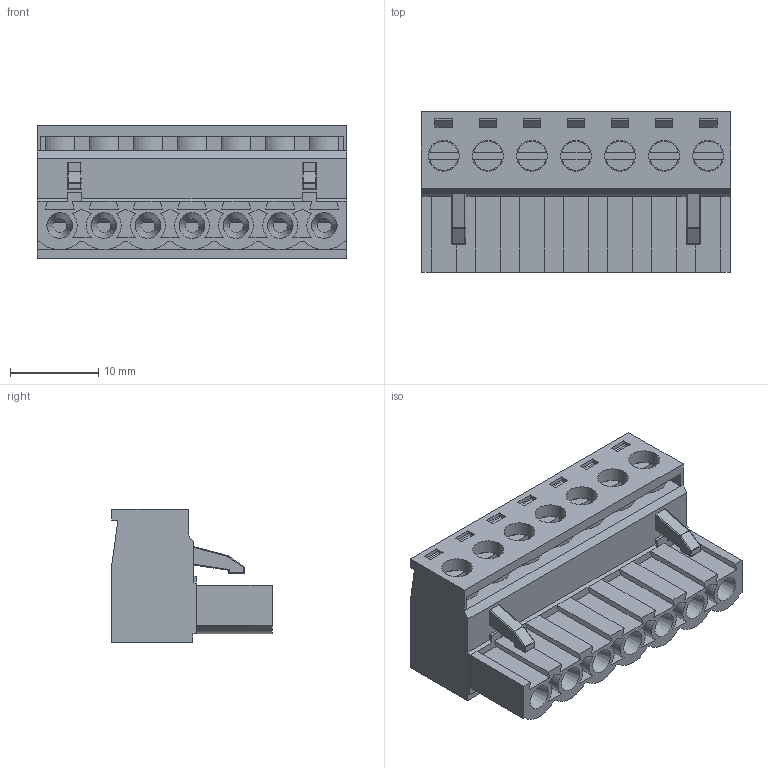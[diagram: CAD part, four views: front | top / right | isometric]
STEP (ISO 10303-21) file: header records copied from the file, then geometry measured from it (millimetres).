
FILE_DESCRIPTION( ( 'Unknown' ), '1' );
FILE_NAME( '691352710007.stp', 'Unknown', ( 'Unknown' ), ( 'Unknown' ), 'PSStep 18.0.17', 'Unknown', ' ' );
FILE_SCHEMA( ( 'AUTOMOTIVE_DESIGN { 1 0 10303 214 1 1 1 1 }' ) );
Length unit declared in the file: millimetre
Products named in the file (6): Assem1; 6913527100xx_PIN; 6913527100xxCAGE; 6913527100xx_VIS; 691352710007; 691352710007_CAPOT
Assembly tree (23 placements, depth 2):
  Assem1
    6913527100xx_PIN  x7
    6913527100xxCAGE  x7
    6913527100xx_VIS  x7
    691352710007
    691352710007_CAPOT
Bounding box: 35.1 x 18.2 x 15.1 mm (x, y, z)
Volume: 3898.4 mm3; surface area: 10437.9 mm2
Topology: 23 solids, 23 shells, 1507 faces, 4113 edges, 2687 vertices
Faces by surface type: plane 1041, cylinder 408, cone 21, torus 21, sphere 16
Full cylindrical faces by diameter (mm): 2.2 x7, 2.7 x7, 2.9 x7, 3.5 x7, 3.8 x7
Entity records: 29665 total; most frequent: CARTESIAN_POINT 4160, ORIENTED_EDGE 4020, DIRECTION 3823, EDGE_CURVE 2010, LINE 1739, VECTOR 1739, VERTEX_POINT 1327, AXIS2_PLACEMENT_3D 1042
